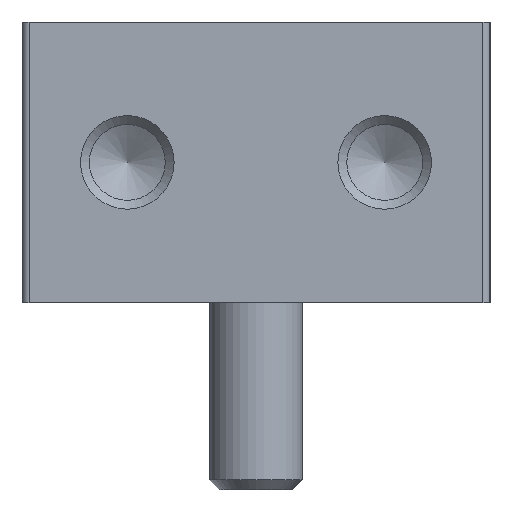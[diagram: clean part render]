
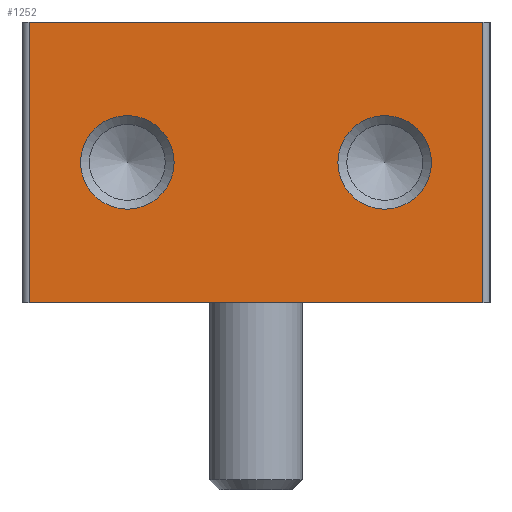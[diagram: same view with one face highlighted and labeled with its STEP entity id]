
A CAD part, left-side view. The second image highlights one B-rep face of the part: STEP entity #1252.
In plain terms, the highlighted face is planar.
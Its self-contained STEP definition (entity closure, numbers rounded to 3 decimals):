
#107=CIRCLE('',#1384,2.);
#108=CIRCLE('',#1385,2.);
#205=ORIENTED_EDGE('',*,*,#536,.F.);
#206=ORIENTED_EDGE('',*,*,#537,.F.);
#207=ORIENTED_EDGE('',*,*,#504,.T.);
#208=ORIENTED_EDGE('',*,*,#538,.F.);
#209=ORIENTED_EDGE('',*,*,#539,.F.);
#210=ORIENTED_EDGE('',*,*,#534,.T.);
#504=EDGE_CURVE('',#674,#673,#790,.T.);
#534=EDGE_CURVE('',#700,#674,#804,.T.);
#536=EDGE_CURVE('',#701,#701,#107,.T.);
#537=EDGE_CURVE('',#702,#702,#108,.T.);
#538=EDGE_CURVE('',#703,#673,#805,.T.);
#539=EDGE_CURVE('',#700,#703,#806,.T.);
#673=VERTEX_POINT('',#1946);
#674=VERTEX_POINT('',#1948);
#700=VERTEX_POINT('',#2008);
#701=VERTEX_POINT('',#2012);
#702=VERTEX_POINT('',#2014);
#703=VERTEX_POINT('',#2016);
#790=LINE('',#1947,#879);
#804=LINE('',#2007,#893);
#805=LINE('',#2015,#894);
#806=LINE('',#2017,#895);
#879=VECTOR('',#1531,1000.);
#893=VECTOR('',#1585,1000.);
#894=VECTOR('',#1594,1000.);
#895=VECTOR('',#1595,1000.);
#976=EDGE_LOOP('',(#205));
#977=EDGE_LOOP('',(#206));
#978=EDGE_LOOP('',(#207,#208,#209,#210));
#1095=FACE_BOUND('',#976,.T.);
#1096=FACE_BOUND('',#977,.T.);
#1097=FACE_BOUND('',#978,.T.);
#1210=PLANE('',#1383);
#1252=ADVANCED_FACE('',(#1095,#1096,#1097),#1210,.F.);
#1383=AXIS2_PLACEMENT_3D('',#2010,#1588,#1589);
#1384=AXIS2_PLACEMENT_3D('',#2011,#1590,#1591);
#1385=AXIS2_PLACEMENT_3D('',#2013,#1592,#1593);
#1531=DIRECTION('',(0.,1.,0.));
#1585=DIRECTION('',(0.,0.,-1.));
#1588=DIRECTION('',(-1.,0.,0.));
#1589=DIRECTION('',(0.,0.,1.));
#1590=DIRECTION('',(1.,0.,0.));
#1591=DIRECTION('',(0.,0.,-1.));
#1592=DIRECTION('',(1.,0.,0.));
#1593=DIRECTION('',(0.,0.,-1.));
#1594=DIRECTION('',(0.,0.,-1.));
#1595=DIRECTION('',(0.,1.,0.));
#1946=CARTESIAN_POINT('',(20.,9.7,-6.));
#1947=CARTESIAN_POINT('',(20.,-9.7,-6.));
#1948=CARTESIAN_POINT('',(20.,-9.7,-6.));
#2007=CARTESIAN_POINT('',(20.,-9.7,6.));
#2008=CARTESIAN_POINT('',(20.,-9.7,6.));
#2010=CARTESIAN_POINT('',(20.,-9.7,6.));
#2011=CARTESIAN_POINT('',(20.,-5.5,0.));
#2012=CARTESIAN_POINT('',(20.,-5.5,-2.));
#2013=CARTESIAN_POINT('',(20.,5.5,0.));
#2014=CARTESIAN_POINT('',(20.,5.5,-2.));
#2015=CARTESIAN_POINT('',(20.,9.7,6.));
#2016=CARTESIAN_POINT('',(20.,9.7,6.));
#2017=CARTESIAN_POINT('',(20.,-9.7,6.));
